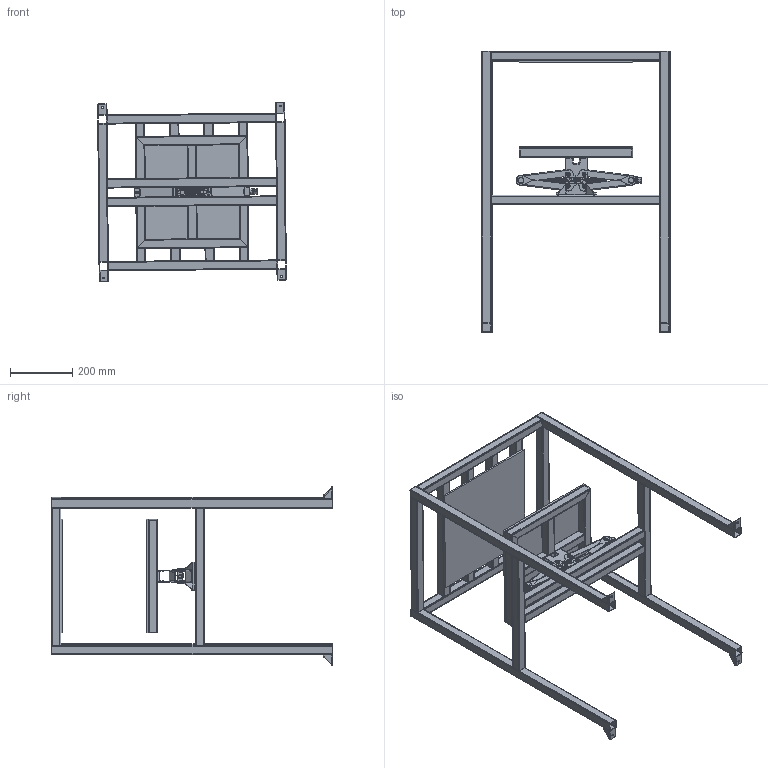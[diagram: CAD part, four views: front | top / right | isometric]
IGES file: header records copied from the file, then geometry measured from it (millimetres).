
Start section: SolidWorks IGES file using analytic representation for surfaces
Global section: file name: frame compression.IGS; native system: SolidWorks 2016; preprocessor: SolidWorks 2016; author: Jerry; date: 170919.142802; units: millimetre
Bounding box: 604.9 x 900 x 575.16 mm (x, y, z)
Surface area: 3410053 mm2 (no closed solid volume)
Topology: 0 solids, 0 shells, 1425 faces, 26785 edges, 26666 vertices
Faces by surface type: bspline 723, revolution 702
